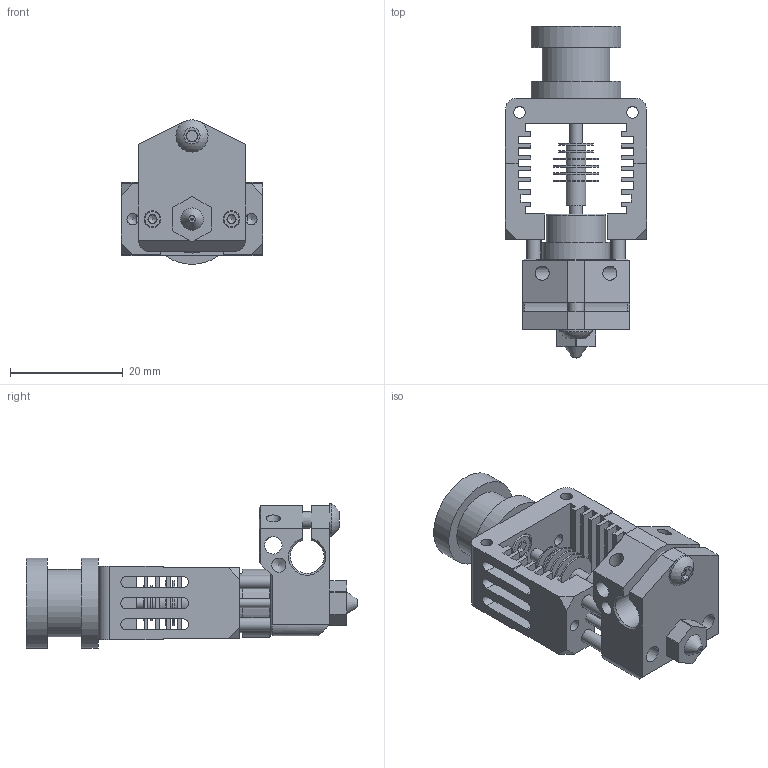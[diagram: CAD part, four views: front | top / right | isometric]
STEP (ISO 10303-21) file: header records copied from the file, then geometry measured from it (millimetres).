
FILE_DESCRIPTION(/* description */ (''),/* implementation_level */ '2;1');
FILE_NAME(/* name */ 'Mellow All Metal NF-Crazy.step',/* time_stamp */ '2024-03-31T14:37:32-04:00',/* author */ (''),/* organization */ (''),/* preprocessor_version */ 'ST-DEVELOPER v20',/* originating_system */ 'Autodesk Translation Framework v12.20.1.177',/* authorisation */ '');
FILE_SCHEMA (('AUTOMOTIVE_DESIGN { 1 0 10303 214 3 1 1 }'));
Length unit declared in the file: millimetre
Products named in the file (14): Mellow All Metal NF-Crazy-A v4; Mellow NF-Crazy-A radiator; Mellow NF-Crazy-A heating block; Mellow NF-Crazy-A Heat Break - Magnum; Mellow NF-Crazy-A Heat Break - Radiator; Mellow NF-Crazy-A Heat Break - Tube; Mellow NF-Crazy-A Heat Break - Threaded tip Magnum; Mellow NF-Crazy-A Heat Break - Ñeramic case Magnum; Mellow NF-Crazy-A - Fitting tip; socket button head screw_iso_ISO 7380 - M3 x 12 - 12N; Nozzle; Mellow NF-Crazy-A heating block stand; socket head cap screw_din_DIN 912 M1.6 x 10 --- 10N; socket head cap screw_din_DIN 912 M2.5 x 5 --- 5N
Assembly tree (18 placements, depth 3):
  Mellow All Metal NF-Crazy-A v4
    Mellow NF-Crazy-A radiator
    Mellow NF-Crazy-A heating block stand  x4
    Mellow NF-Crazy-A heating block
    Mellow NF-Crazy-A Heat Break - Magnum
      Mellow NF-Crazy-A Heat Break - Radiator
      Mellow NF-Crazy-A Heat Break - Tube
      Mellow NF-Crazy-A Heat Break - Threaded tip Magnum
      Mellow NF-Crazy-A Heat Break - Ñeramic case Magnum
    Mellow NF-Crazy-A - Fitting tip
    socket head cap screw_din_DIN 912 M1.6 x 10 --- 10N  x2
    socket head cap screw_din_DIN 912 M2.5 x 5 --- 5N  x2
    socket button head screw_iso_ISO 7380 - M3 x 12 - 12N
    Nozzle
Bounding box: 25 x 58.8 x 25.57 mm (x, y, z)
Volume: 9205.7 mm3; surface area: 12509.2 mm2
Topology: 17 solids, 17 shells, 491 faces, 1367 edges, 889 vertices
Faces by surface type: plane 322, cylinder 131, cone 24, torus 11, bspline 2, sphere 1
Full cylindrical faces by diameter (mm): 0.4 x1, 1.25 x2, 1.5 x2, 1.6 x2, 1.9 x1, 2 x6, 2.05 x8, 2.2 x1, 2.3 x3, 2.4 x4, 2.5 x15, 2.7 x2, 3 x6, 3.1 x1, 3.5 x6, 4 x1, 4.5 x3, 4.717 x3, 5 x4, 5.7 x1, 5.8 x2, 6 x1, 6.2 x2, 6.5 x1, 8 x7, 9.5 x1, 10.5 x1, 12 x2, 16 x2
Entity records: 15653 total; most frequent: CARTESIAN_POINT 3321, ORIENTED_EDGE 2500, DIRECTION 2435, EDGE_CURVE 1250, LINE 933, VECTOR 933, VERTEX_POINT 823, AXIS2_PLACEMENT_3D 751
